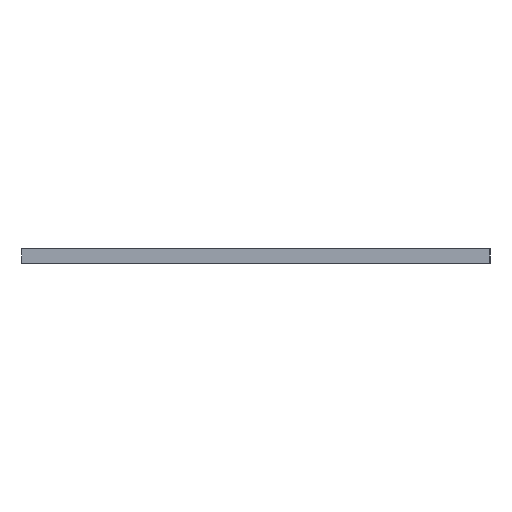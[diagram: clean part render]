
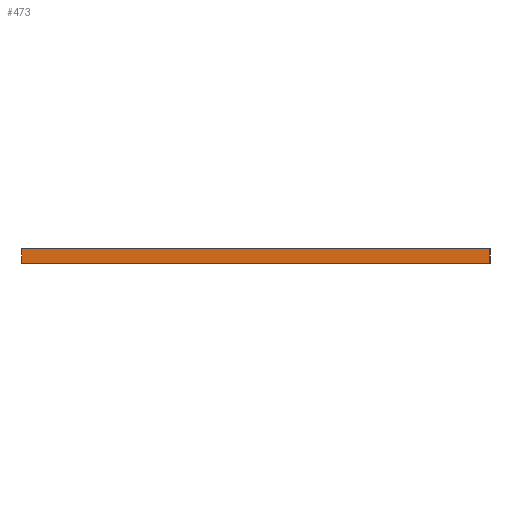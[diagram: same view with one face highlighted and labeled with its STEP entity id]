
A CAD part, left-side view. The second image highlights one B-rep face of the part: STEP entity #473.
In plain terms, the highlighted planar face has unit normal (-1, 0, 0).
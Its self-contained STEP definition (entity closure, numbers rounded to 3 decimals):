
#59 = LINE ( 'NONE', #383, #207 ) ;
#78 = CARTESIAN_POINT ( 'NONE',  ( 8., 100., 10. ) ) ;
#94 = VECTOR ( 'NONE', #641, 1000. ) ;
#125 = DIRECTION ( 'NONE',  ( 0., 1., 0. ) ) ;
#144 = VERTEX_POINT ( 'NONE', #781 ) ;
#199 = VERTEX_POINT ( 'NONE', #229 ) ;
#207 = VECTOR ( 'NONE', #646, 1000. ) ;
#213 = ORIENTED_EDGE ( 'NONE', *, *, #247, .T. ) ;
#229 = CARTESIAN_POINT ( 'NONE',  ( 8., 100., 0. ) ) ;
#244 = DIRECTION ( 'NONE',  ( 1., 0., 0. ) ) ;
#247 = EDGE_CURVE ( 'NONE', #199, #144, #277, .T. ) ;
#276 = LINE ( 'NONE', #513, #94 ) ;
#277 = LINE ( 'NONE', #352, #597 ) ;
#279 = EDGE_LOOP ( 'NONE', ( #640, #213, #577, #460 ) ) ;
#302 = LINE ( 'NONE', #78, #312 ) ;
#306 = CARTESIAN_POINT ( 'NONE',  ( 8., 100., 10. ) ) ;
#312 = VECTOR ( 'NONE', #656, 1000. ) ;
#352 = CARTESIAN_POINT ( 'NONE',  ( 8., 100., 0. ) ) ;
#383 = CARTESIAN_POINT ( 'NONE',  ( 8., 0., 3. ) ) ;
#389 = CARTESIAN_POINT ( 'NONE',  ( 8., 0., 3. ) ) ;
#450 = EDGE_CURVE ( 'NONE', #764, #144, #276, .T. ) ;
#460 = ORIENTED_EDGE ( 'NONE', *, *, #701, .F. ) ;
#473 = ADVANCED_FACE ( 'NONE', ( #742 ), #705, .F. ) ;
#481 = DIRECTION ( 'NONE',  ( 0., -1., 0. ) ) ;
#500 = VERTEX_POINT ( 'NONE', #706 ) ;
#513 = CARTESIAN_POINT ( 'NONE',  ( 8., 0., 10. ) ) ;
#577 = ORIENTED_EDGE ( 'NONE', *, *, #450, .F. ) ;
#584 = AXIS2_PLACEMENT_3D ( 'NONE', #306, #244, #125 ) ;
#597 = VECTOR ( 'NONE', #481, 1000. ) ;
#640 = ORIENTED_EDGE ( 'NONE', *, *, #749, .T. ) ;
#641 = DIRECTION ( 'NONE',  ( 0., 0., -1. ) ) ;
#646 = DIRECTION ( 'NONE',  ( 0., -1., 0. ) ) ;
#656 = DIRECTION ( 'NONE',  ( 0., 0., -1. ) ) ;
#701 = EDGE_CURVE ( 'NONE', #500, #764, #59, .T. ) ;
#705 = PLANE ( 'NONE',  #584 ) ;
#706 = CARTESIAN_POINT ( 'NONE',  ( 8., 100., 3. ) ) ;
#742 = FACE_OUTER_BOUND ( 'NONE', #279, .T. ) ;
#749 = EDGE_CURVE ( 'NONE', #500, #199, #302, .T. ) ;
#764 = VERTEX_POINT ( 'NONE', #389 ) ;
#781 = CARTESIAN_POINT ( 'NONE',  ( 8., 0., 0. ) ) ;
